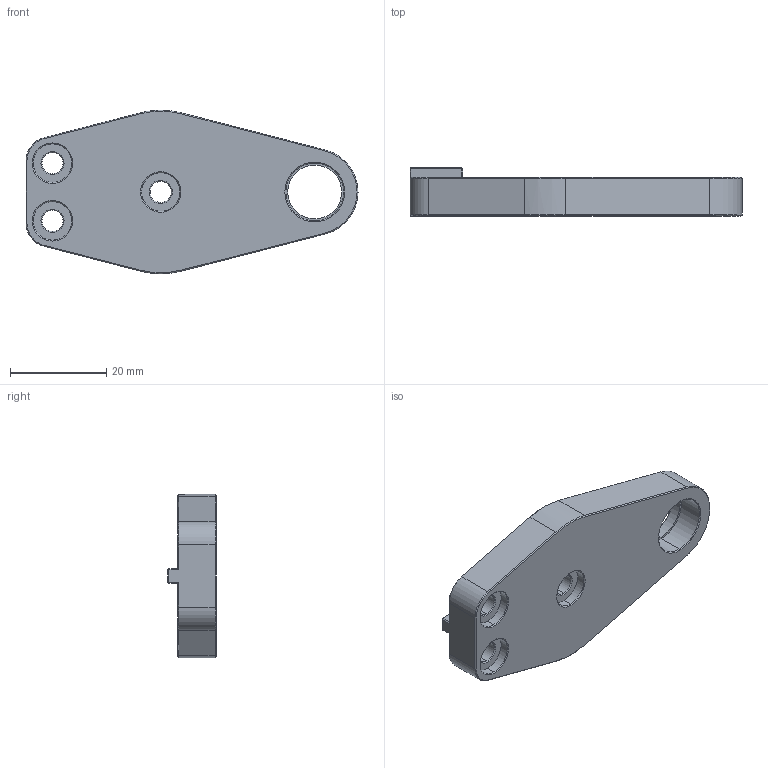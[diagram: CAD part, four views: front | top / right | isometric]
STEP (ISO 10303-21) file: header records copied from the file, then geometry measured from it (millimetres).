
FILE_DESCRIPTION (( 'STEP AP214' ), '1' );
FILE_NAME ('connector_1.STEP', '2026-01-14T06:48:51', ( '' ), ( '' ), 'SwSTEP 2.0', 'SolidWorks 2023', '' );
FILE_SCHEMA (( 'AUTOMOTIVE_DESIGN' ));
Length unit declared in the file: millimetre
Products named in the file (1): connector_1
Bounding box: 69 x 10 x 34 mm (x, y, z)
Volume: 12609.9 mm3; surface area: 5291.8 mm2
Topology: 1 solids, 1 shells, 99 faces, 217 edges, 125 vertices
Faces by surface type: plane 39, cone 36, cylinder 24
Entity records: 2703 total; most frequent: DIRECTION 502, CARTESIAN_POINT 442, ORIENTED_EDGE 434, EDGE_CURVE 217, AXIS2_PLACEMENT_3D 185, VECTOR 132, LINE 132, VERTEX_POINT 125
